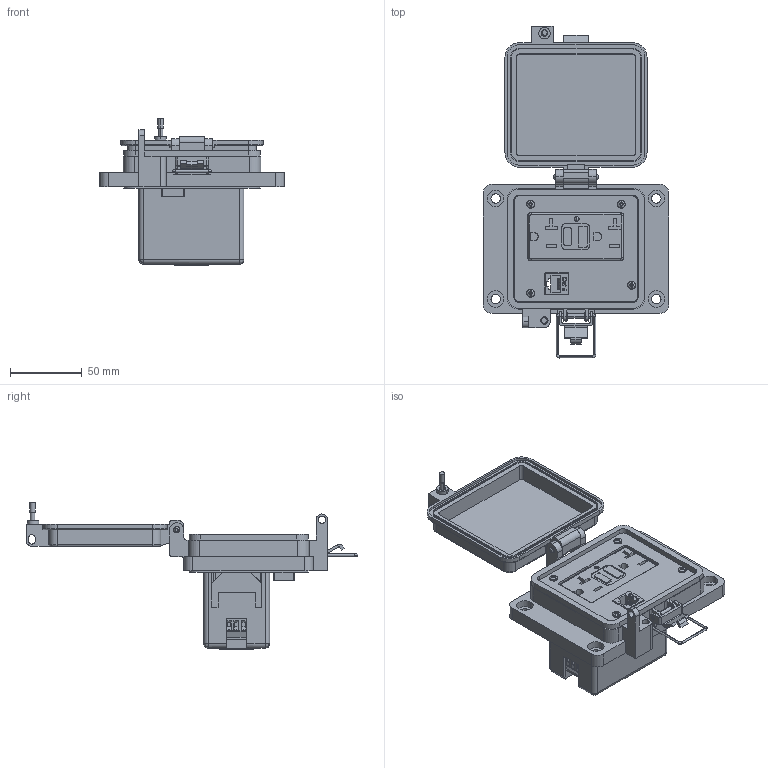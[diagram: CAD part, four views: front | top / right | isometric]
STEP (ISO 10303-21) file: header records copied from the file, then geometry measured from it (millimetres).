
FILE_DESCRIPTION (( 'STEP AP214' ), '1' );
FILE_NAME ('P-R62-K3RF0_3D.STEP', '2017-09-08T19:37:03', ( '' ), ( '' ), 'SwSTEP 2.0', 'SolidWorks 2017', '' );
FILE_SCHEMA (( 'AUTOMOTIVE_DESIGN' ));
Length unit declared in the file: millimetre
Products named in the file (10): R62; Z-300-RJ45CAT6; RF; Z-200-OTLT-RIOF_RF; P-R62-K3RF0_TP; 90272A106_ZINC-PLTD STL PAN HEAD PHILLIPS MACHINE SCREW_90272A106; P-R62-K3RF0_FP; P-R62-K3RF0_BP; P-R62-K3RF0_3D; Z-H-K3_B
Assembly tree (12 placements, depth 3):
  P-R62-K3RF0_3D
    P-R62-K3RF0_BP
    P-R62-K3RF0_FP
    90272A106_ZINC-PLTD STL PAN HEAD PHILLIPS MACHINE SCREW_90272A106  x4
    P-R62-K3RF0_TP
    RF
      Z-200-OTLT-RIOF_RF
    R62
      Z-300-RJ45CAT6
    Z-H-K3_B
Bounding box: 129 x 231.28 x 102.7 mm (x, y, z)
Volume: 285424.4 mm3; surface area: 166140.1 mm2
Topology: 21 solids, 21 shells, 2509 faces, 6892 edges, 4535 vertices
Faces by surface type: plane 1440, cylinder 814, bspline 167, cone 45, torus 35, sphere 8
Entity records: 94119 total; most frequent: CARTESIAN_POINT 19722, ORIENTED_EDGE 12026, DIRECTION 10585, EDGE_CURVE 6013, VECTOR 4191, LINE 4191, VERTEX_POINT 3956, AXIS2_PLACEMENT_3D 3197
